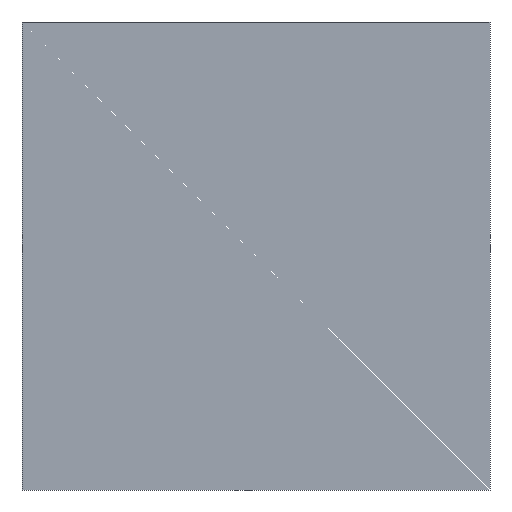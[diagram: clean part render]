
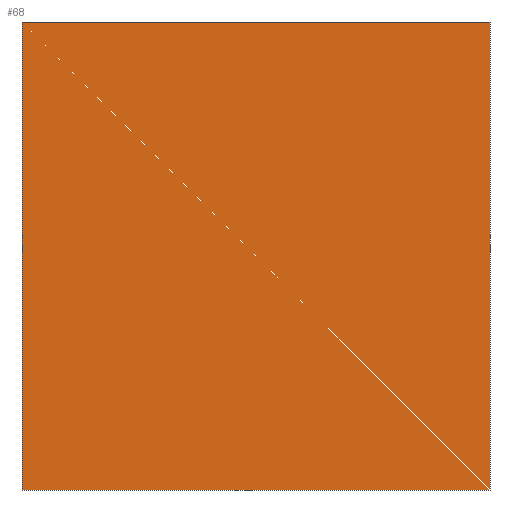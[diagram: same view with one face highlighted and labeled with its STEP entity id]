
A CAD part, front view. The second image highlights one B-rep face of the part: STEP entity #68.
In plain terms, the highlighted planar face has unit normal (0, -1, 0).
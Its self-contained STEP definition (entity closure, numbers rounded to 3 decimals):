
#3 = VECTOR ( 'NONE', #161, 1000. ) ;
#7 = CARTESIAN_POINT ( 'NONE',  ( -45., 0., -45. ) ) ;
#9 = CARTESIAN_POINT ( 'NONE',  ( -45., 0., -45. ) ) ;
#12 = VERTEX_POINT ( 'NONE', #7 ) ;
#16 = PLANE ( 'NONE',  #157 ) ;
#19 = DIRECTION ( 'NONE',  ( 0., 1., 0. ) ) ;
#26 = CARTESIAN_POINT ( 'NONE',  ( -45., 0., 45. ) ) ;
#28 = VECTOR ( 'NONE', #63, 1000. ) ;
#29 = ORIENTED_EDGE ( 'NONE', *, *, #146, .F. ) ;
#30 = EDGE_CURVE ( 'NONE', #12, #191, #56, .T. ) ;
#38 = LINE ( 'NONE', #9, #87 ) ;
#39 = ORIENTED_EDGE ( 'NONE', *, *, #30, .F. ) ;
#43 = DIRECTION ( 'NONE',  ( -1., 0., 0. ) ) ;
#49 = CARTESIAN_POINT ( 'NONE',  ( -45., 0., 45. ) ) ;
#56 = LINE ( 'NONE', #168, #93 ) ;
#63 = DIRECTION ( 'NONE',  ( 1., 0., 0. ) ) ;
#66 = FACE_OUTER_BOUND ( 'NONE', #105, .T. ) ;
#68 = ADVANCED_FACE ( 'NONE', ( #66 ), #16, .F. ) ;
#75 = DIRECTION ( 'NONE',  ( 0., 0., 1. ) ) ;
#87 = VECTOR ( 'NONE', #43, 1000. ) ;
#93 = VECTOR ( 'NONE', #184, 1000. ) ;
#95 = LINE ( 'NONE', #26, #28 ) ;
#105 = EDGE_LOOP ( 'NONE', ( #108, #111, #39, #29 ) ) ;
#108 = ORIENTED_EDGE ( 'NONE', *, *, #178, .F. ) ;
#111 = ORIENTED_EDGE ( 'NONE', *, *, #180, .F. ) ;
#122 = CARTESIAN_POINT ( 'NONE',  ( 0., 0., 0. ) ) ;
#139 = VERTEX_POINT ( 'NONE', #155 ) ;
#145 = LINE ( 'NONE', #160, #3 ) ;
#146 = EDGE_CURVE ( 'NONE', #175, #12, #38, .T. ) ;
#155 = CARTESIAN_POINT ( 'NONE',  ( 45., 0., 45. ) ) ;
#157 = AXIS2_PLACEMENT_3D ( 'NONE', #122, #19, #75 ) ;
#160 = CARTESIAN_POINT ( 'NONE',  ( 45., 0., -45. ) ) ;
#161 = DIRECTION ( 'NONE',  ( 0., 0., -1. ) ) ;
#168 = CARTESIAN_POINT ( 'NONE',  ( -45., 0., -45. ) ) ;
#175 = VERTEX_POINT ( 'NONE', #200 ) ;
#178 = EDGE_CURVE ( 'NONE', #139, #175, #145, .T. ) ;
#180 = EDGE_CURVE ( 'NONE', #191, #139, #95, .T. ) ;
#184 = DIRECTION ( 'NONE',  ( 0., 0., 1. ) ) ;
#191 = VERTEX_POINT ( 'NONE', #49 ) ;
#200 = CARTESIAN_POINT ( 'NONE',  ( 45., 0., -45. ) ) ;
